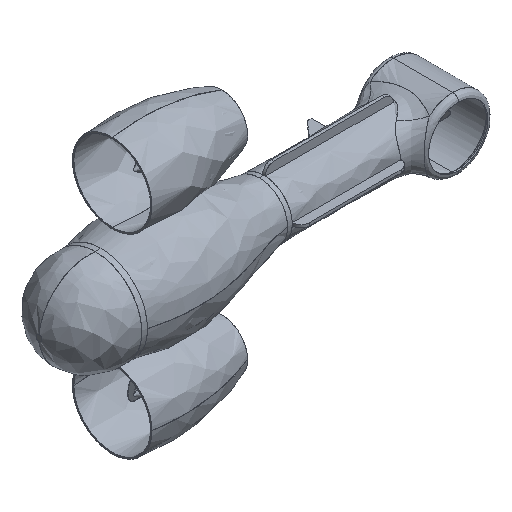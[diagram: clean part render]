
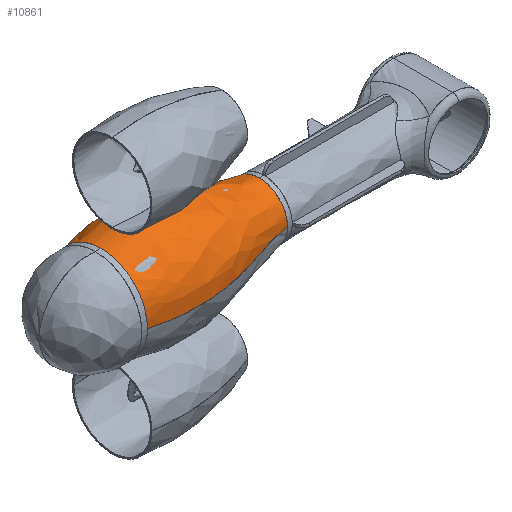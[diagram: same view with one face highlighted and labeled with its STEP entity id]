
A CAD part, isometric view. The second image highlights one B-rep face of the part: STEP entity #10861.
In plain terms, the highlighted free-form (B-spline) face has degree [3, 3] with [5, 4] control points.
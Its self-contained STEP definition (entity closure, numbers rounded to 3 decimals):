
#10861 = ADVANCED_FACE('',(#10862),#10920,.T.);
#10862 = FACE_BOUND('',#10863,.T.);
#10863 = EDGE_LOOP('',(#10864,#10875,#10884,#10894,#10903,#10912));
#10864 = ORIENTED_EDGE('',*,*,#10865,.T.);
#10865 = EDGE_CURVE('',#10866,#10868,#10870,.T.);
#10866 = VERTEX_POINT('',#10867);
#10867 = CARTESIAN_POINT('',(-38.967,69.291,
    152.259));
#10868 = VERTEX_POINT('',#10869);
#10869 = CARTESIAN_POINT('',(-38.967,93.313,
    176.282));
#10870 = ( BOUNDED_CURVE() B_SPLINE_CURVE(3,(#10871,#10872,#10873,#10874
),.UNSPECIFIED.,.F.,.F.) B_SPLINE_CURVE_WITH_KNOTS((4,4),(0.,1.),
.PIECEWISE_BEZIER_KNOTS.) CURVE() GEOMETRIC_REPRESENTATION_ITEM() 
RATIONAL_B_SPLINE_CURVE((1.,0.667,0.5,0.5)) REPRESENTATION_ITEM
('') );
#10871 = CARTESIAN_POINT('',(-38.967,69.291,
    152.259));
#10872 = CARTESIAN_POINT('',(-38.967,69.291,
    164.271));
#10873 = CARTESIAN_POINT('',(-38.967,77.298,
    176.282));
#10874 = CARTESIAN_POINT('',(-38.967,93.313,
    176.282));
#10875 = ORIENTED_EDGE('',*,*,#10876,.T.);
#10876 = EDGE_CURVE('',#10868,#10877,#10879,.T.);
#10877 = VERTEX_POINT('',#10878);
#10878 = CARTESIAN_POINT('',(-38.967,117.336,
    152.259));
#10879 = ( BOUNDED_CURVE() B_SPLINE_CURVE(3,(#10880,#10881,#10882,#10883
),.UNSPECIFIED.,.F.,.F.) B_SPLINE_CURVE_WITH_KNOTS((4,4),(0.,1.),
.PIECEWISE_BEZIER_KNOTS.) CURVE() GEOMETRIC_REPRESENTATION_ITEM() 
RATIONAL_B_SPLINE_CURVE((0.5,0.5,0.667,1.)) REPRESENTATION_ITEM
('') );
#10880 = CARTESIAN_POINT('',(-38.967,93.313,
    176.282));
#10881 = CARTESIAN_POINT('',(-38.967,109.328,
    176.282));
#10882 = CARTESIAN_POINT('',(-38.967,117.336,
    164.271));
#10883 = CARTESIAN_POINT('',(-38.967,117.336,
    152.259));
#10884 = ORIENTED_EDGE('',*,*,#10885,.T.);
#10885 = EDGE_CURVE('',#10877,#10886,#10888,.T.);
#10886 = VERTEX_POINT('',#10887);
#10887 = CARTESIAN_POINT('',(42.865,108.034,
    152.259));
#10888 = B_SPLINE_CURVE_WITH_KNOTS('',3,(#10889,#10890,#10891,#10892,
    #10893),.UNSPECIFIED.,.F.,.F.,(4,1,4),(0.009,
    0.588,0.933),.UNSPECIFIED.);
#10889 = CARTESIAN_POINT('',(-38.967,117.336,
    152.259));
#10890 = CARTESIAN_POINT('',(-21.983,122.268,
    152.259));
#10891 = CARTESIAN_POINT('',(6.042,121.03,
    152.259));
#10892 = CARTESIAN_POINT('',(33.326,108.849,
    152.259));
#10893 = CARTESIAN_POINT('',(42.865,108.034,
    152.259));
#10894 = ORIENTED_EDGE('',*,*,#10895,.T.);
#10895 = EDGE_CURVE('',#10886,#10896,#10898,.T.);
#10896 = VERTEX_POINT('',#10897);
#10897 = CARTESIAN_POINT('',(42.865,93.313,
    166.98));
#10898 = ( BOUNDED_CURVE() B_SPLINE_CURVE(3,(#10899,#10900,#10901,#10902
),.UNSPECIFIED.,.F.,.F.) B_SPLINE_CURVE_WITH_KNOTS((4,4),(0.,1.),
.PIECEWISE_BEZIER_KNOTS.) CURVE() GEOMETRIC_REPRESENTATION_ITEM() 
RATIONAL_B_SPLINE_CURVE((1.,0.667,0.5,0.5)) REPRESENTATION_ITEM
('') );
#10899 = CARTESIAN_POINT('',(42.865,108.034,
    152.259));
#10900 = CARTESIAN_POINT('',(42.865,108.034,
    159.62));
#10901 = CARTESIAN_POINT('',(42.865,103.127,
    166.98));
#10902 = CARTESIAN_POINT('',(42.865,93.313,
    166.98));
#10903 = ORIENTED_EDGE('',*,*,#10904,.T.);
#10904 = EDGE_CURVE('',#10896,#10905,#10907,.T.);
#10905 = VERTEX_POINT('',#10906);
#10906 = CARTESIAN_POINT('',(42.865,78.592,
    152.259));
#10907 = ( BOUNDED_CURVE() B_SPLINE_CURVE(3,(#10908,#10909,#10910,#10911
),.UNSPECIFIED.,.F.,.F.) B_SPLINE_CURVE_WITH_KNOTS((4,4),(0.,1.),
.PIECEWISE_BEZIER_KNOTS.) CURVE() GEOMETRIC_REPRESENTATION_ITEM() 
RATIONAL_B_SPLINE_CURVE((0.5,0.5,0.667,1.)) REPRESENTATION_ITEM
('') );
#10908 = CARTESIAN_POINT('',(42.865,93.313,
    166.98));
#10909 = CARTESIAN_POINT('',(42.865,83.499,
    166.98));
#10910 = CARTESIAN_POINT('',(42.865,78.592,
    159.62));
#10911 = CARTESIAN_POINT('',(42.865,78.592,
    152.259));
#10912 = ORIENTED_EDGE('',*,*,#10913,.T.);
#10913 = EDGE_CURVE('',#10905,#10866,#10914,.T.);
#10914 = B_SPLINE_CURVE_WITH_KNOTS('',3,(#10915,#10916,#10917,#10918,
    #10919),.UNSPECIFIED.,.F.,.F.,(4,1,4),(0.,0.345,
    0.924),.UNSPECIFIED.);
#10915 = CARTESIAN_POINT('',(42.865,78.592,
    152.259));
#10916 = CARTESIAN_POINT('',(33.326,77.778,
    152.259));
#10917 = CARTESIAN_POINT('',(6.042,65.597,
    152.259));
#10918 = CARTESIAN_POINT('',(-21.983,64.358,
    152.259));
#10919 = CARTESIAN_POINT('',(-38.967,69.291,
    152.259));
#10920 = ( BOUNDED_SURFACE() B_SPLINE_SURFACE(3,3,(
    (#10921,#10922,#10923,#10924)
    ,(#10925,#10926,#10927,#10928)
    ,(#10929,#10930,#10931,#10932)
    ,(#10933,#10934,#10935,#10936)
    ,(#10937,#10938,#10939,#10940
)),.UNSPECIFIED.,.F.,.F.,.F.) B_SPLINE_SURFACE_WITH_KNOTS((4,1,4),(4,4),
  (0.,0.345,0.924),(0.,1.),.UNSPECIFIED.) 
GEOMETRIC_REPRESENTATION_ITEM() RATIONAL_B_SPLINE_SURFACE((
    (1.,0.333,0.333,1.)
    ,(1.,0.333,0.333,1.)
    ,(1.,0.333,0.333,1.)
    ,(1.,0.333,0.333,1.)
,(1.,0.333,0.333,1.
))) REPRESENTATION_ITEM('') SURFACE() );
#10921 = CARTESIAN_POINT('',(42.865,78.592,
    152.259));
#10922 = CARTESIAN_POINT('',(42.865,78.592,
    181.701));
#10923 = CARTESIAN_POINT('',(42.865,108.034,
    181.701));
#10924 = CARTESIAN_POINT('',(42.865,108.034,
    152.259));
#10925 = CARTESIAN_POINT('',(33.326,77.778,
    152.259));
#10926 = CARTESIAN_POINT('',(33.326,77.778,
    183.331));
#10927 = CARTESIAN_POINT('',(33.326,108.849,
    183.331));
#10928 = CARTESIAN_POINT('',(33.326,108.849,
    152.259));
#10929 = CARTESIAN_POINT('',(6.042,65.597,
    152.259));
#10930 = CARTESIAN_POINT('',(6.042,65.597,
    207.692));
#10931 = CARTESIAN_POINT('',(6.042,121.03,
    207.692));
#10932 = CARTESIAN_POINT('',(6.042,121.03,
    152.259));
#10933 = CARTESIAN_POINT('',(-21.983,64.358,
    152.259));
#10934 = CARTESIAN_POINT('',(-21.983,64.358,
    210.169));
#10935 = CARTESIAN_POINT('',(-21.983,122.268,
    210.169));
#10936 = CARTESIAN_POINT('',(-21.983,122.268,
    152.259));
#10937 = CARTESIAN_POINT('',(-38.967,69.291,
    152.259));
#10938 = CARTESIAN_POINT('',(-38.967,69.291,
    200.305));
#10939 = CARTESIAN_POINT('',(-38.967,117.336,
    200.305));
#10940 = CARTESIAN_POINT('',(-38.967,117.336,
    152.259));
